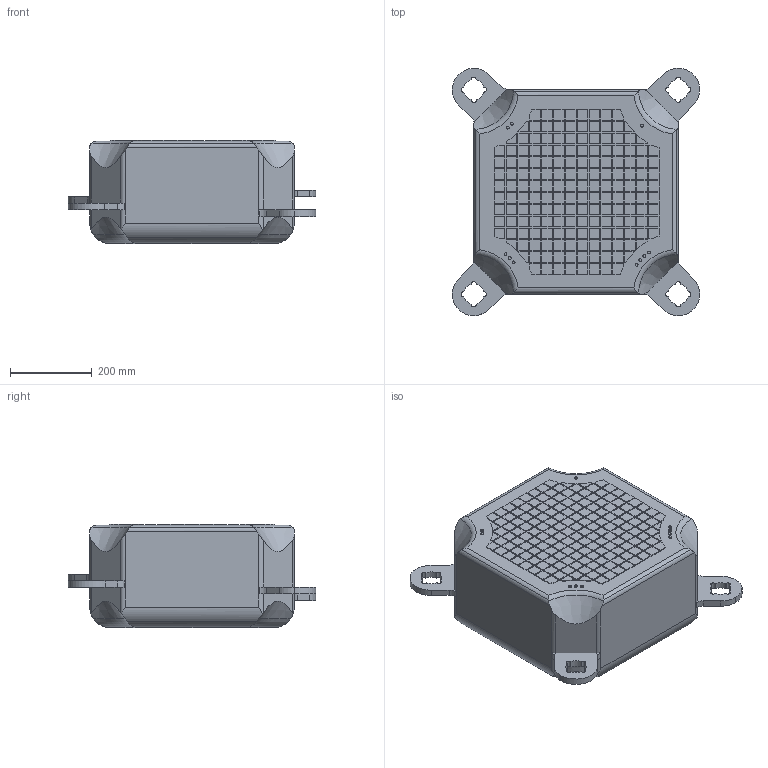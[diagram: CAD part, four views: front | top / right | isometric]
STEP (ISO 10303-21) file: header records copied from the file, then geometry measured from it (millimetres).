
FILE_DESCRIPTION(('STEP AP214'),'1');
FILE_NAME('Einzel niedrig.STP','2020-09-21T11:08:36',(' '),(' '),'Spatial InterOp 3D',' ',' ');
FILE_SCHEMA(('AUTOMOTIVE_DESIGN { 1 0 10303 214 1 1 1 1 }'));
Length unit declared in the file: millimetre
Products named in the file (1): Grundkörper
Bounding box: 605 x 604.99 x 252 mm (x, y, z)
Volume: 58275025.8 mm3; surface area: 1232647.9 mm2
Topology: 187 solids, 187 shells, 1222 faces, 2544 edges, 1696 vertices
Faces by surface type: plane 1074, cylinder 132, torus 8, cone 8
Entity records: 34890 total; most frequent: CARTESIAN_POINT 6473, DIRECTION 5514, ORIENTED_EDGE 5088, EDGE_CURVE 2544, LINE 2232, VECTOR 2232, VERTEX_POINT 1696, AXIS2_PLACEMENT_3D 1641
